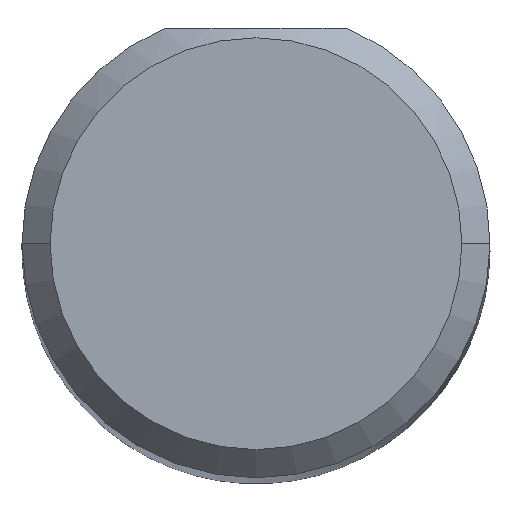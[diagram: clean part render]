
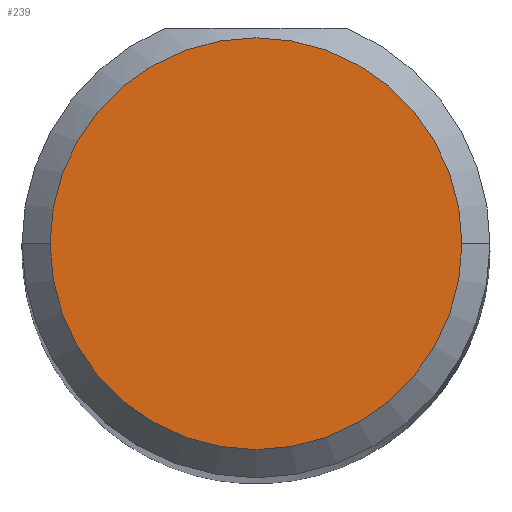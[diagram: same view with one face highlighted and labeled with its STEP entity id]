
A CAD part, top view. The second image highlights one B-rep face of the part: STEP entity #239.
In plain terms, the highlighted planar face has unit normal (0, 0, 1).
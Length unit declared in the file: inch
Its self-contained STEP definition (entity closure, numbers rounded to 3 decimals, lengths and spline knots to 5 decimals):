
#8 = VERTEX_POINT ( 'NONE', #187 ) ;
#58 = DIRECTION ( 'NONE',  ( 1., 0., 0. ) ) ;
#73 = CARTESIAN_POINT ( 'NONE',  ( 0., 0., 2.5 ) ) ;
#86 = ORIENTED_EDGE ( 'NONE', *, *, #711, .T. ) ;
#91 = AXIS2_PLACEMENT_3D ( 'NONE', #73, #192, #318 ) ;
#98 = VERTEX_POINT ( 'NONE', #473 ) ;
#142 = AXIS2_PLACEMENT_3D ( 'NONE', #352, #585, #58 ) ;
#187 = CARTESIAN_POINT ( 'NONE',  ( -0.11, 0., 2.5 ) ) ;
#192 = DIRECTION ( 'NONE',  ( 0., 0., 1. ) ) ;
#215 = CARTESIAN_POINT ( 'NONE',  ( 0., 0., 2.5 ) ) ;
#225 = DIRECTION ( 'NONE',  ( 1., 0., 0. ) ) ;
#239 = ADVANCED_FACE ( 'NONE', ( #506 ), #718, .T. ) ;
#259 = EDGE_LOOP ( 'NONE', ( #449, #86 ) ) ;
#300 = CIRCLE ( 'NONE', #91, 0.11 ) ;
#318 = DIRECTION ( 'NONE',  ( 1., 0., 0. ) ) ;
#352 = CARTESIAN_POINT ( 'NONE',  ( 0., 0., 2.5 ) ) ;
#409 = EDGE_CURVE ( 'NONE', #8, #98, #438, .T. ) ;
#438 = CIRCLE ( 'NONE', #142, 0.11 ) ;
#449 = ORIENTED_EDGE ( 'NONE', *, *, #409, .T. ) ;
#473 = CARTESIAN_POINT ( 'NONE',  ( 0.11, 0., 2.5 ) ) ;
#489 = DIRECTION ( 'NONE',  ( 0., 0., 1. ) ) ;
#506 = FACE_OUTER_BOUND ( 'NONE', #259, .T. ) ;
#585 = DIRECTION ( 'NONE',  ( 0., 0., 1. ) ) ;
#657 = AXIS2_PLACEMENT_3D ( 'NONE', #215, #489, #225 ) ;
#711 = EDGE_CURVE ( 'NONE', #98, #8, #300, .T. ) ;
#718 = PLANE ( 'NONE',  #657 ) ;
